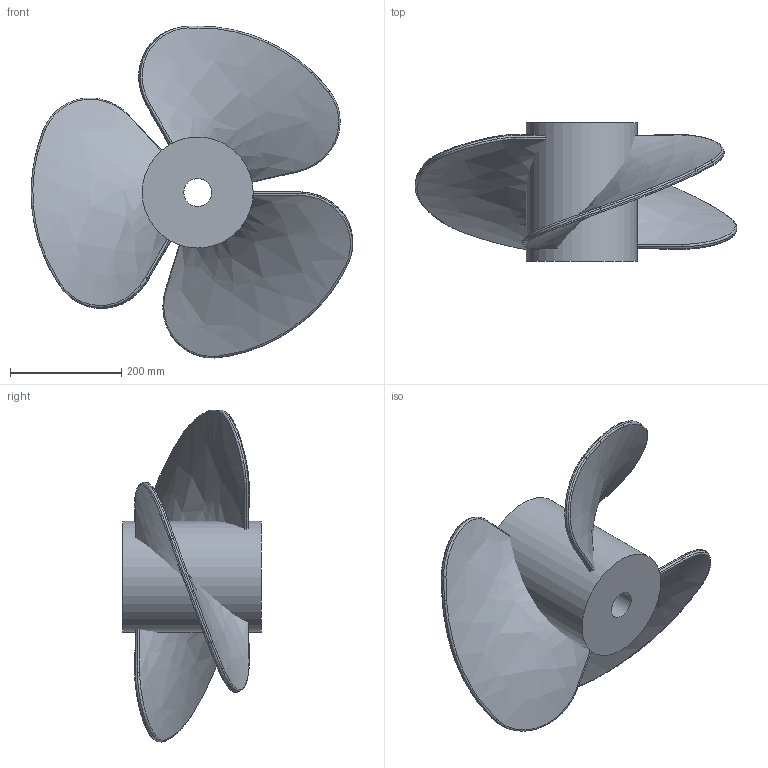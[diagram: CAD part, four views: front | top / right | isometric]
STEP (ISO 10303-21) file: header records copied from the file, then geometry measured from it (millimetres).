
FILE_DESCRIPTION(/* description */ (''),/* implementation_level */ '2;1');
FILE_NAME(/* name */ 'Propeller_01092022 v1.step',/* time_stamp */ '2022-09-01T14:43:15+02:00',/* author */ (''),/* organization */ (''),/* preprocessor_version */ 'ST-DEVELOPER v19',/* originating_system */ 'Autodesk Translation Framework v11.7.0.108',/* authorisation */ '');
FILE_SCHEMA (('AUTOMOTIVE_DESIGN { 1 0 10303 214 3 1 1 }'));
Length unit declared in the file: millimetre
Products named in the file (1): Propeller_01092022
Bounding box: 579.38 x 250 x 598.08 mm (x, y, z)
Volume: 6916408.8 mm3; surface area: 972154 mm2
Topology: 4 solids, 4 shells, 127 faces, 324 edges, 206 vertices
Faces by surface type: bspline 105, plane 15, cylinder 4, torus 3
Full cylindrical faces by diameter (mm): 50 x1, 90 x1, 160 x1, 200 x1
Entity records: 8904 total; most frequent: CARTESIAN_POINT 6438, ORIENTED_EDGE 648, EDGE_CURVE 324, DIRECTION 249, VERTEX_POINT 206, B_SPLINE_CURVE_WITH_KNOTS 192, EDGE_LOOP 130, FACE_OUTER_BOUND 127
